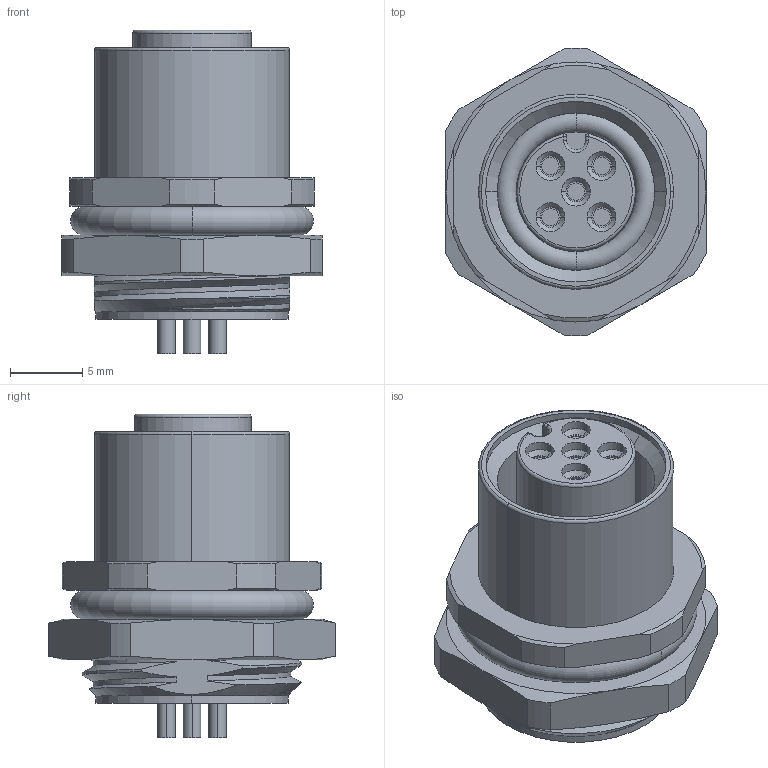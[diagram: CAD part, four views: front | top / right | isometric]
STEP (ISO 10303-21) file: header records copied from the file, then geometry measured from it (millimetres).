
FILE_DESCRIPTION((''),'2;1');
FILE_NAME('C-T4171310005-001','2016-08-05T',('workeradm'),('Tyco Electronics Ltd.'),'CREO PARAMETRIC BY PTC INC, 2016050','CREO PARAMETRIC BY PTC INC, 2016050','');
FILE_SCHEMA(('AUTOMOTIVE_DESIGN { 1 0 10303 214 1 1 1 1 }'));
Length unit declared in the file: millimetre
Products named in the file (1): C-T4171310005-001
Bounding box: 18 x 19.89 x 22.4 mm (x, y, z)
Volume: 3122.3 mm3; surface area: 2215.7 mm2
Topology: 1 solids, 1 shells, 166 faces, 386 edges, 244 vertices
Faces by surface type: cylinder 61, plane 40, cone 38, bspline 17, torus 8, sphere 2
Entity records: 7529 total; most frequent: CARTESIAN_POINT 3645, ORIENTED_EDGE 772, DIRECTION 764, EDGE_CURVE 386, AXIS2_PLACEMENT_3D 322, VERTEX_POINT 244, EDGE_LOOP 188, CIRCLE 173
